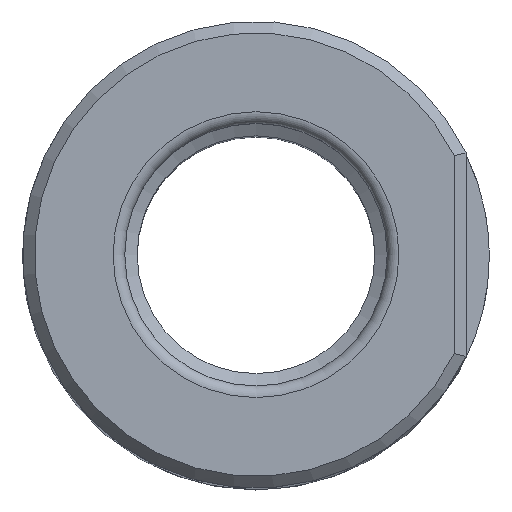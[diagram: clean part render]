
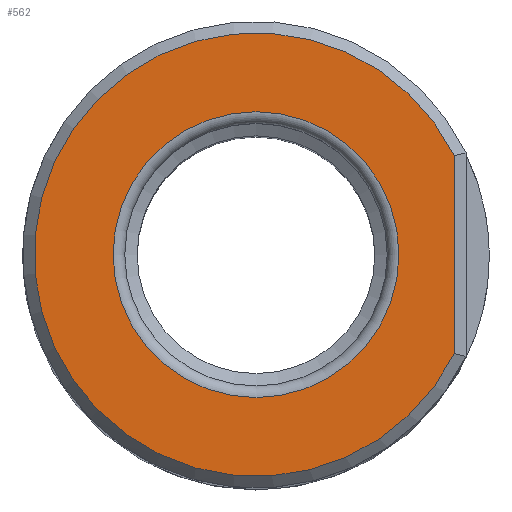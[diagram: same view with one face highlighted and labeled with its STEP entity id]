
A CAD part, top view. The second image highlights one B-rep face of the part: STEP entity #562.
In plain terms, the highlighted planar face has unit normal (0, 0, 1).
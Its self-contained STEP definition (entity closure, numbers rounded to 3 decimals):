
#20=PLANE('',#606);
#55=CIRCLE('',#605,19.);
#56=CIRCLE('',#607,12.25);
#75=LINE('',#840,#90);
#90=VECTOR('',#688,1000.);
#130=ORIENTED_EDGE('',*,*,#217,.T.);
#131=ORIENTED_EDGE('',*,*,#214,.T.);
#132=ORIENTED_EDGE('',*,*,#218,.T.);
#214=EDGE_CURVE('',#256,#257,#55,.T.);
#217=EDGE_CURVE('',#258,#258,#56,.F.);
#218=EDGE_CURVE('',#257,#256,#75,.T.);
#256=VERTEX_POINT('',#827);
#257=VERTEX_POINT('',#828);
#258=VERTEX_POINT('',#839);
#283=EDGE_LOOP('',(#130));
#284=EDGE_LOOP('',(#131,#132));
#325=FACE_BOUND('',#283,.T.);
#326=FACE_BOUND('',#284,.T.);
#562=ADVANCED_FACE('',(#325,#326),#20,.F.);
#605=AXIS2_PLACEMENT_3D('',#826,#682,#683);
#606=AXIS2_PLACEMENT_3D('',#837,#684,#685);
#607=AXIS2_PLACEMENT_3D('',#838,#686,#687);
#682=DIRECTION('',(0.,0.,1.));
#683=DIRECTION('',(1.,0.,0.));
#684=DIRECTION('',(0.,0.,-1.));
#685=DIRECTION('',(-1.,0.,0.));
#686=DIRECTION('',(0.,0.,1.));
#687=DIRECTION('',(1.,0.,0.));
#688=DIRECTION('',(0.,1.,0.));
#826=CARTESIAN_POINT('',(0.,0.,113.));
#827=CARTESIAN_POINT('',(17.,8.485,113.));
#828=CARTESIAN_POINT('',(17.,-8.485,113.));
#837=CARTESIAN_POINT('',(20.,0.,113.));
#838=CARTESIAN_POINT('',(0.,0.,113.));
#839=CARTESIAN_POINT('',(12.25,0.,113.));
#840=CARTESIAN_POINT('',(17.,0.,113.));
